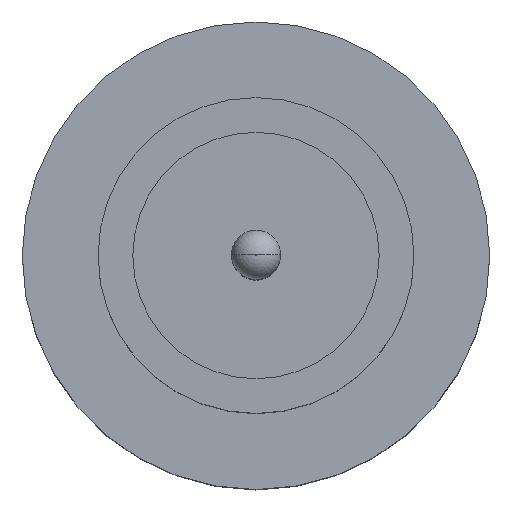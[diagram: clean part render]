
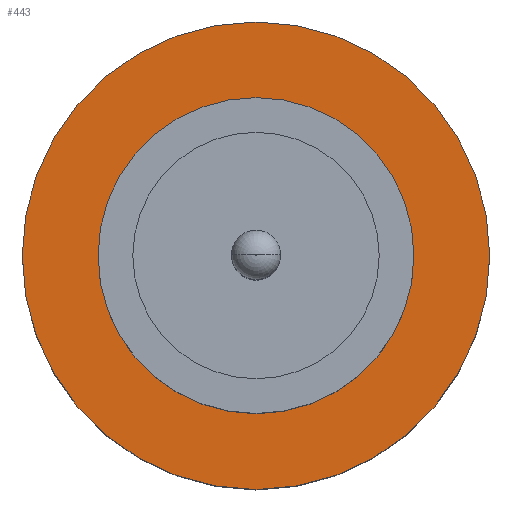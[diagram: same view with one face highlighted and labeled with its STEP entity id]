
A CAD part, top view. The second image highlights one B-rep face of the part: STEP entity #443.
In plain terms, the highlighted planar face has unit normal (0, 0, 1).
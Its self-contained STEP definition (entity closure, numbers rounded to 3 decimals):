
#6 = FACE_BOUND ( 'NONE', #560, .T. ) ;
#37 = CARTESIAN_POINT ( 'NONE',  ( -1.25, 0., 1.55 ) ) ;
#46 = AXIS2_PLACEMENT_3D ( 'NONE', #870, #85, #230 ) ;
#60 = CIRCLE ( 'NONE', #872, 1.25 ) ;
#74 = DIRECTION ( 'NONE',  ( 1., 0., 0. ) ) ;
#85 = DIRECTION ( 'NONE',  ( 0., 0., 1. ) ) ;
#95 = CARTESIAN_POINT ( 'NONE',  ( 0., 0., 1.55 ) ) ;
#158 = CARTESIAN_POINT ( 'NONE',  ( 0., 0., 1.55 ) ) ;
#160 = DIRECTION ( 'NONE',  ( 0., 0., 1. ) ) ;
#212 = CARTESIAN_POINT ( 'NONE',  ( 0., 0., 1.55 ) ) ;
#230 = DIRECTION ( 'NONE',  ( 1., 0., 0. ) ) ;
#232 = EDGE_CURVE ( 'NONE', #737, #678, #284, .T. ) ;
#235 = CARTESIAN_POINT ( 'NONE',  ( 1.25, 0., 1.55 ) ) ;
#251 = EDGE_CURVE ( 'NONE', #466, #592, #60, .T. ) ;
#257 = ORIENTED_EDGE ( 'NONE', *, *, #251, .F. ) ;
#272 = FACE_OUTER_BOUND ( 'NONE', #300, .T. ) ;
#283 = CARTESIAN_POINT ( 'NONE',  ( 0., 0., 1.55 ) ) ;
#284 = CIRCLE ( 'NONE', #518, 1.85 ) ;
#300 = EDGE_LOOP ( 'NONE', ( #629, #457 ) ) ;
#303 = EDGE_CURVE ( 'NONE', #678, #737, #384, .T. ) ;
#356 = DIRECTION ( 'NONE',  ( 1., 0., 0. ) ) ;
#384 = CIRCLE ( 'NONE', #907, 1.85 ) ;
#427 = DIRECTION ( 'NONE',  ( 0., 0., 1. ) ) ;
#430 = DIRECTION ( 'NONE',  ( 1., 0., 0. ) ) ;
#443 = ADVANCED_FACE ( 'NONE', ( #6, #272 ), #449, .T. ) ;
#449 = PLANE ( 'NONE',  #580 ) ;
#457 = ORIENTED_EDGE ( 'NONE', *, *, #232, .T. ) ;
#465 = EDGE_CURVE ( 'NONE', #592, #466, #541, .T. ) ;
#466 = VERTEX_POINT ( 'NONE', #235 ) ;
#468 = CARTESIAN_POINT ( 'NONE',  ( 1.85, 0., 1.55 ) ) ;
#487 = ORIENTED_EDGE ( 'NONE', *, *, #465, .F. ) ;
#488 = DIRECTION ( 'NONE',  ( 0., 0., 1. ) ) ;
#510 = DIRECTION ( 'NONE',  ( 0., 0., 1. ) ) ;
#512 = DIRECTION ( 'NONE',  ( 1., 0., 0. ) ) ;
#518 = AXIS2_PLACEMENT_3D ( 'NONE', #158, #510, #356 ) ;
#535 = CARTESIAN_POINT ( 'NONE',  ( -1.85, 0., 1.55 ) ) ;
#541 = CIRCLE ( 'NONE', #46, 1.25 ) ;
#560 = EDGE_LOOP ( 'NONE', ( #257, #487 ) ) ;
#580 = AXIS2_PLACEMENT_3D ( 'NONE', #95, #160, #512 ) ;
#592 = VERTEX_POINT ( 'NONE', #37 ) ;
#629 = ORIENTED_EDGE ( 'NONE', *, *, #303, .T. ) ;
#678 = VERTEX_POINT ( 'NONE', #535 ) ;
#737 = VERTEX_POINT ( 'NONE', #468 ) ;
#870 = CARTESIAN_POINT ( 'NONE',  ( 0., 0., 1.55 ) ) ;
#872 = AXIS2_PLACEMENT_3D ( 'NONE', #283, #427, #74 ) ;
#907 = AXIS2_PLACEMENT_3D ( 'NONE', #212, #488, #430 ) ;
